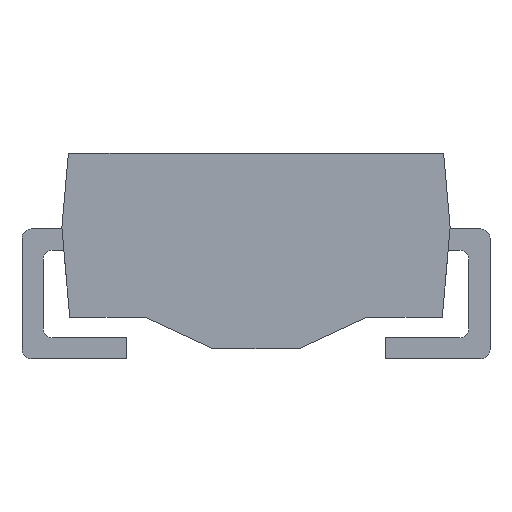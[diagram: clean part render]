
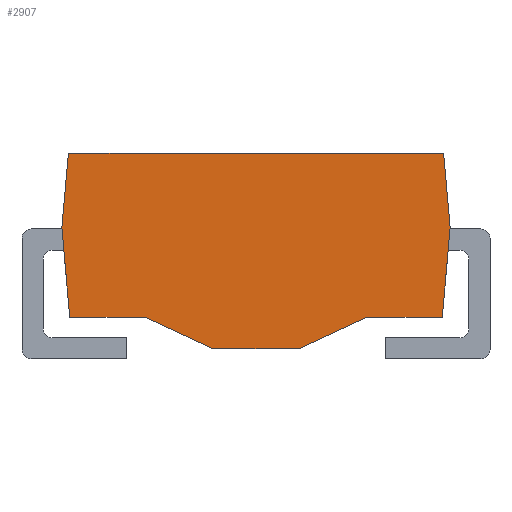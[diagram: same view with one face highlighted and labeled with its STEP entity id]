
A CAD part, front view. The second image highlights one B-rep face of the part: STEP entity #2907.
In plain terms, the highlighted face is planar.
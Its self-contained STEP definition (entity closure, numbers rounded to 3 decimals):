
#102=PLANE('',#3037);
#218=LINE('',#4245,#468);
#241=LINE('',#4350,#491);
#275=LINE('',#4473,#525);
#279=LINE('',#4482,#529);
#282=LINE('',#4488,#532);
#286=LINE('',#4494,#536);
#290=LINE('',#4503,#540);
#293=LINE('',#4509,#543);
#299=LINE('',#4520,#549);
#306=LINE('',#4534,#556);
#308=LINE('',#4537,#558);
#337=LINE('',#4608,#587);
#338=LINE('',#4610,#588);
#339=LINE('',#4612,#589);
#468=VECTOR('',#3213,1000.);
#491=VECTOR('',#3240,1000.);
#525=VECTOR('',#3304,1000.);
#529=VECTOR('',#3310,1000.);
#532=VECTOR('',#3315,1000.);
#536=VECTOR('',#3323,1000.);
#540=VECTOR('',#3329,1000.);
#543=VECTOR('',#3334,1000.);
#549=VECTOR('',#3342,1000.);
#556=VECTOR('',#3351,1000.);
#558=VECTOR('',#3355,1000.);
#587=VECTOR('',#3432,1000.);
#588=VECTOR('',#3433,1000.);
#589=VECTOR('',#3434,1000.);
#1020=ORIENTED_EDGE('',*,*,#1368,.T.);
#1021=ORIENTED_EDGE('',*,*,#1481,.F.);
#1022=ORIENTED_EDGE('',*,*,#1482,.T.);
#1023=ORIENTED_EDGE('',*,*,#1483,.T.);
#1024=ORIENTED_EDGE('',*,*,#1342,.T.);
#1025=ORIENTED_EDGE('',*,*,#1429,.T.);
#1026=ORIENTED_EDGE('',*,*,#1435,.T.);
#1027=ORIENTED_EDGE('',*,*,#1422,.T.);
#1028=ORIENTED_EDGE('',*,*,#1415,.T.);
#1029=ORIENTED_EDGE('',*,*,#1418,.T.);
#1030=ORIENTED_EDGE('',*,*,#1411,.T.);
#1031=ORIENTED_EDGE('',*,*,#1426,.T.);
#1032=ORIENTED_EDGE('',*,*,#1442,.T.);
#1033=ORIENTED_EDGE('',*,*,#1444,.T.);
#1342=EDGE_CURVE('',#1616,#1617,#218,.T.);
#1368=EDGE_CURVE('',#1642,#1641,#241,.T.);
#1411=EDGE_CURVE('',#1676,#1675,#275,.T.);
#1415=EDGE_CURVE('',#1680,#1679,#279,.T.);
#1418=EDGE_CURVE('',#1679,#1676,#282,.T.);
#1422=EDGE_CURVE('',#1682,#1680,#286,.T.);
#1426=EDGE_CURVE('',#1675,#1685,#290,.T.);
#1429=EDGE_CURVE('',#1617,#1687,#293,.T.);
#1435=EDGE_CURVE('',#1687,#1682,#299,.T.);
#1442=EDGE_CURVE('',#1685,#1697,#306,.T.);
#1444=EDGE_CURVE('',#1697,#1642,#308,.T.);
#1481=EDGE_CURVE('',#1716,#1641,#337,.T.);
#1482=EDGE_CURVE('',#1716,#1717,#338,.T.);
#1483=EDGE_CURVE('',#1717,#1616,#339,.T.);
#1616=VERTEX_POINT('',#4246);
#1617=VERTEX_POINT('',#4247);
#1641=VERTEX_POINT('',#4349);
#1642=VERTEX_POINT('',#4351);
#1675=VERTEX_POINT('',#4472);
#1676=VERTEX_POINT('',#4474);
#1679=VERTEX_POINT('',#4481);
#1680=VERTEX_POINT('',#4483);
#1682=VERTEX_POINT('',#4495);
#1685=VERTEX_POINT('',#4502);
#1687=VERTEX_POINT('',#4508);
#1697=VERTEX_POINT('',#4533);
#1716=VERTEX_POINT('',#4609);
#1717=VERTEX_POINT('',#4611);
#1850=EDGE_LOOP('',(#1020,#1021,#1022,#1023,#1024,#1025,#1026,#1027,#1028,
#1029,#1030,#1031,#1032,#1033));
#1977=FACE_BOUND('',#1850,.T.);
#2907=ADVANCED_FACE('',(#1977),#102,.T.);
#3037=AXIS2_PLACEMENT_3D('',#4607,#3430,#3431);
#3213=DIRECTION('',(-1.,0.,0.));
#3240=DIRECTION('',(-1.,0.,0.));
#3304=DIRECTION('',(0.908,0.42,0.));
#3310=DIRECTION('',(0.908,-0.42,0.));
#3315=DIRECTION('',(1.,0.,0.));
#3323=DIRECTION('',(1.,0.,0.));
#3329=DIRECTION('',(1.,0.,0.));
#3334=DIRECTION('',(-0.087,-0.996,0.));
#3342=DIRECTION('',(0.087,-0.996,0.));
#3351=DIRECTION('',(0.087,0.996,0.));
#3355=DIRECTION('',(-0.087,0.996,0.));
#3430=DIRECTION('',(0.,0.,1.));
#3431=DIRECTION('',(1.,0.,0.));
#3432=DIRECTION('',(0.,1.,0.));
#3433=DIRECTION('',(-1.,0.,0.));
#3434=DIRECTION('',(0.,1.,0.));
#4245=CARTESIAN_POINT('',(2.087,1.005,1.335));
#4246=CARTESIAN_POINT('',(-1.439,1.005,1.335));
#4247=CARTESIAN_POINT('',(-2.049,1.005,1.335));
#4349=CARTESIAN_POINT('',(-1.209,1.005,1.335));
#4350=CARTESIAN_POINT('',(2.087,1.005,1.335));
#4351=CARTESIAN_POINT('',(2.049,1.005,1.335));
#4472=CARTESIAN_POINT('',(1.209,-0.789,1.335));
#4473=CARTESIAN_POINT('',(0.462,-1.134,1.335));
#4474=CARTESIAN_POINT('',(0.472,-1.13,1.335));
#4481=CARTESIAN_POINT('',(-0.472,-1.13,1.335));
#4482=CARTESIAN_POINT('',(-1.241,-0.774,1.335));
#4483=CARTESIAN_POINT('',(-1.209,-0.789,1.335));
#4488=CARTESIAN_POINT('',(-0.5,-1.13,1.335));
#4494=CARTESIAN_POINT('',(-2.065,-0.789,1.335));
#4495=CARTESIAN_POINT('',(-2.034,-0.789,1.335));
#4502=CARTESIAN_POINT('',(2.034,-0.789,1.335));
#4503=CARTESIAN_POINT('',(1.209,-0.789,1.335));
#4508=CARTESIAN_POINT('',(-2.12,0.193,1.335));
#4509=CARTESIAN_POINT('',(-2.049,1.002,1.335));
#4520=CARTESIAN_POINT('',(-2.121,0.201,1.335));
#4533=CARTESIAN_POINT('',(2.12,0.193,1.335));
#4534=CARTESIAN_POINT('',(2.027,-0.869,1.335));
#4537=CARTESIAN_POINT('',(2.12,0.193,1.335));
#4607=CARTESIAN_POINT('',(0.,0.,1.335));
#4608=CARTESIAN_POINT('',(-1.209,1.003,1.335));
#4609=CARTESIAN_POINT('',(-1.209,1.003,1.335));
#4610=CARTESIAN_POINT('',(-1.209,1.003,1.335));
#4611=CARTESIAN_POINT('',(-1.439,1.003,1.335));
#4612=CARTESIAN_POINT('',(-1.439,1.003,1.335));
